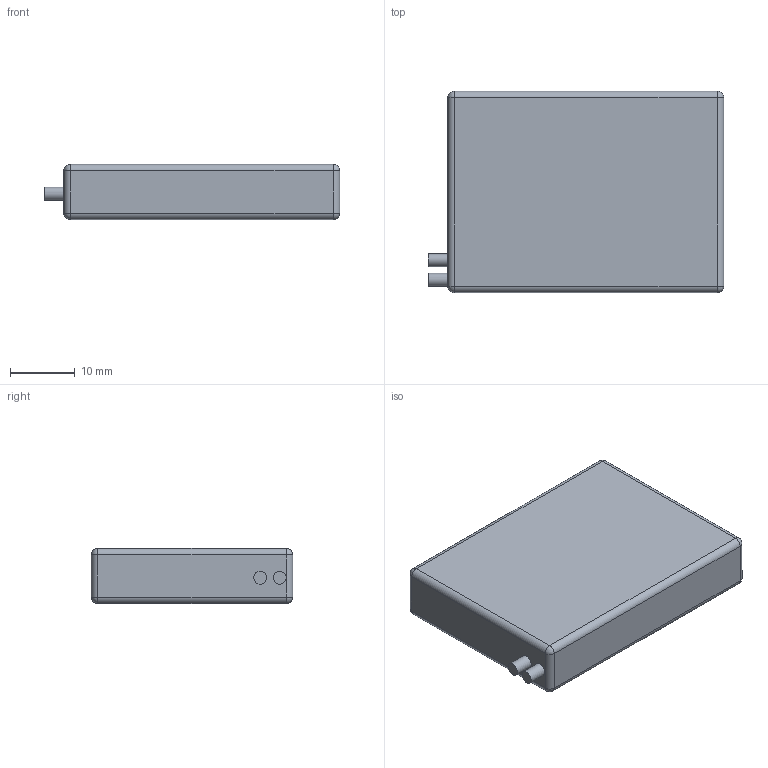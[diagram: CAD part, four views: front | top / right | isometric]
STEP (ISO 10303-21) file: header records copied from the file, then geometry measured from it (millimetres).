
FILE_DESCRIPTION(/* description */ (''),/* implementation_level */ '2;1');
FILE_NAME(/* name */ 'battery_lipo.step',/* time_stamp */ '2025-08-11T14:46:27+02:00',/* author */ (''),/* organization */ (''),/* preprocessor_version */ 'ST-DEVELOPER v20.1',/* originating_system */ 'Autodesk Translation Framework v14.10.0.0',/* authorisation */ '');
FILE_SCHEMA (('AUTOMOTIVE_DESIGN { 1 0 10303 214 3 1 1 }'));
Length unit declared in the file: millimetre
Products named in the file (1): 2025-08-11-14-32-29-862
Bounding box: 45.5 x 31 x 8.5 mm (x, y, z)
Volume: 11148.5 mm3; surface area: 3780.3 mm2
Topology: 1 solids, 1 shells, 30 faces, 56 edges, 29 vertices
Faces by surface type: cylinder 14, sphere 8, plane 8
Full cylindrical faces by diameter (mm): 2 x2
Entity records: 780 total; most frequent: DIRECTION 147, CARTESIAN_POINT 116, ORIENTED_EDGE 112, AXIS2_PLACEMENT_3D 60, EDGE_CURVE 56, EDGE_LOOP 31, FACE_OUTER_BOUND 30, ADVANCED_FACE 30
